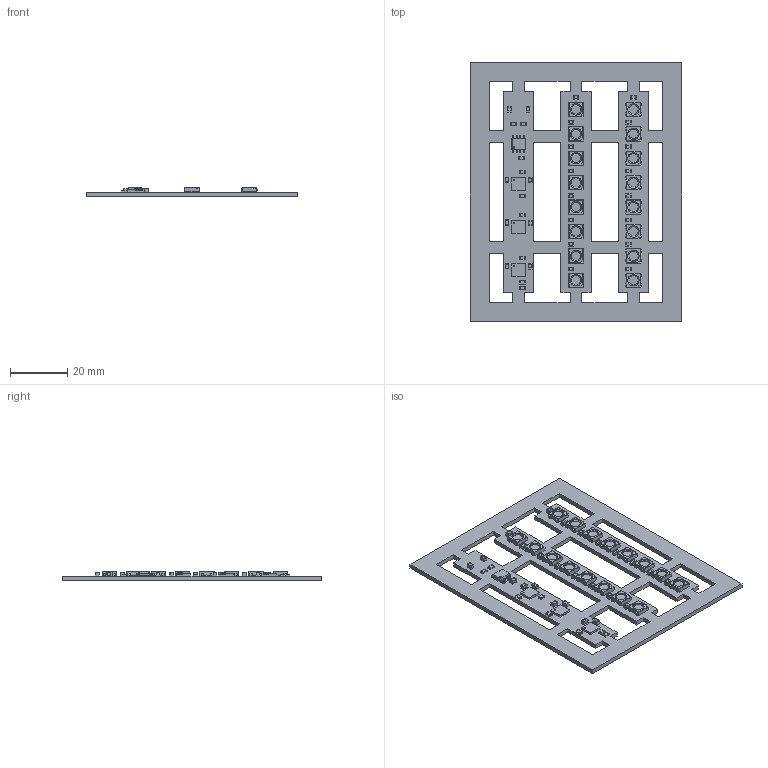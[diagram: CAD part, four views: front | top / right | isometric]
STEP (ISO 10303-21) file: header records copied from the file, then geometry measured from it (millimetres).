
FILE_DESCRIPTION(('KiCad electronic assembly'),'2;1');
FILE_NAME('Side Unit.step','2023-01-18T19:00:48',('Pcbnew'),('Kicad'), 'Open CASCADE STEP processor 7.6','KiCad to STEP converter','Unknown' );
FILE_SCHEMA(('AUTOMOTIVE_DESIGN { 1 0 10303 214 1 1 1 1 }'));
Length unit declared in the file: millimetre
Products named in the file (12): Side Unit 1; C_0805_2012Metric; SOLID; AMS_LGA-20_4.7x4.5mm_P0.65mm; LED_WS2812B_PLCC4_5.0x5.0mm_P3.2mm; SOIC-8_3.9x4.9mm_P1.27mm; R_0805_2012Metric; _autosave-Side Unit PCB
Assembly tree (59 placements, depth 3):
  Side Unit 1
    C_0805_2012Metric  x25
      SOLID
    AMS_LGA-20_4.7x4.5mm_P0.65mm  x3
      SOLID
    LED_WS2812B_PLCC4_5.0x5.0mm_P3.2mm  x16
      SOLID
    SOIC-8_3.9x4.9mm_P1.27mm
      SOLID
    R_0805_2012Metric  x8
      SOLID
    _autosave-Side Unit PCB
Bounding box: 73.5 x 90 x 3.4 mm (x, y, z)
Volume: 7869.7 mm3; surface area: 12860.3 mm2
Topology: 54 solids, 54 shells, 2554 faces, 6956 edges, 4576 vertices
Faces by surface type: bspline 2476, plane 78
Entity records: 30961 total; most frequent: CARTESIAN_POINT 10184, B_SPLINE_CURVE_WITH_KNOTS 2707, ORIENTED_EDGE 2454, PCURVE 2454, DEFINITIONAL_REPRESENTATION 2454, EDGE_CURVE 1227, SURFACE_CURVE 1223, DIRECTION 960
